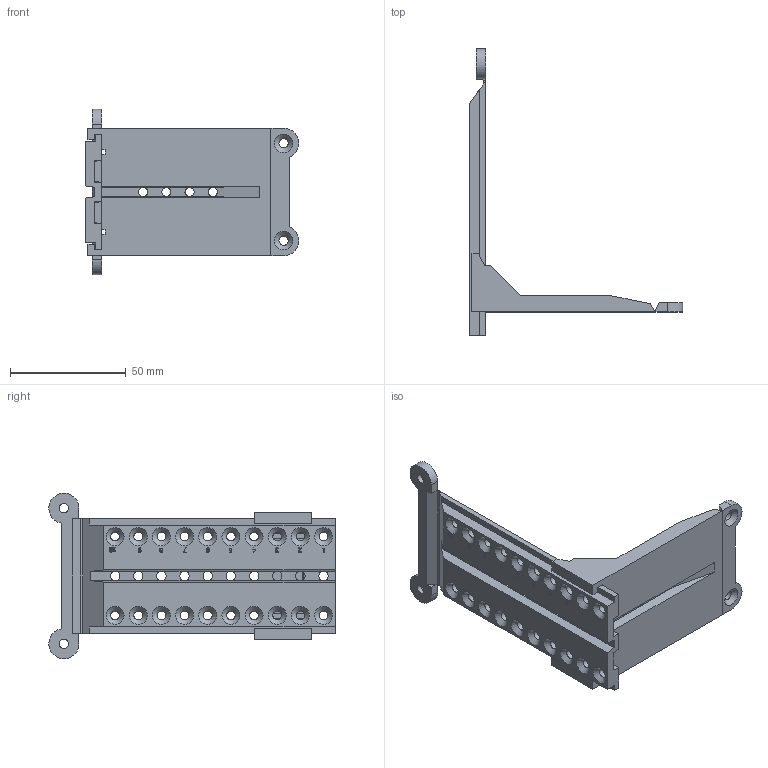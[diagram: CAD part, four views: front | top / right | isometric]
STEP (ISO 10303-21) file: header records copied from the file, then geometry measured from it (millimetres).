
FILE_DESCRIPTION(/* description */ (''),/* implementation_level */ '2;1');
FILE_NAME(/* name */ '66KSP.stp',/* time_stamp */ '2019-08-05T14:51:54+02:00',/* author */ ('Marc'),/* organization */ (''),/* preprocessor_version */ 'ST-DEVELOPER v17.2',/* originating_system */ 'Autodesk Inventor 2019',/* authorisation */ '');
FILE_SCHEMA (('AUTOMOTIVE_DESIGN { 1 0 10303 214 3 1 1 }'));
Length unit declared in the file: millimetre
Products named in the file (3): 66KSP; 20871-2; 20871-1
Assembly tree (2 placements, depth 2):
  66KSP
    20871-2
    20871-1
Bounding box: 92.1 x 123.59 x 71.48 mm (x, y, z)
Volume: 50080.6 mm3; surface area: 33544.8 mm2
Topology: 3 solids, 3 shells, 526 faces, 1434 edges, 897 vertices
Faces by surface type: plane 211, cylinder 136, bspline 114, sphere 37, cone 24, torus 4
Full cylindrical faces by diameter (mm): 3.75 x20, 3.95 x6, 4 x2, 4.05 x10
Entity records: 17129 total; most frequent: CARTESIAN_POINT 4327, ORIENTED_EDGE 2794, DIRECTION 2339, EDGE_CURVE 1397, VERTEX_POINT 897, LINE 825, VECTOR 825, AXIS2_PLACEMENT_3D 757
